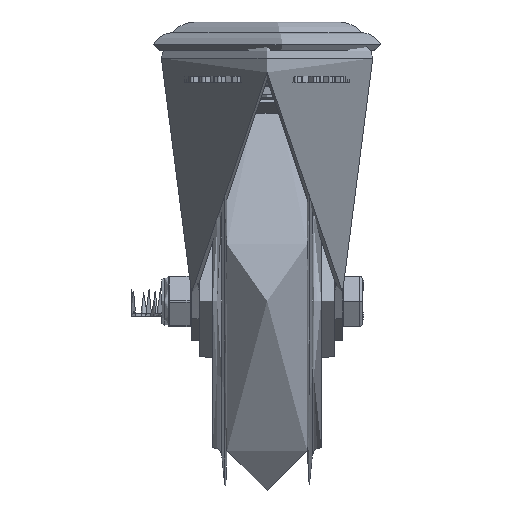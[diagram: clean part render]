
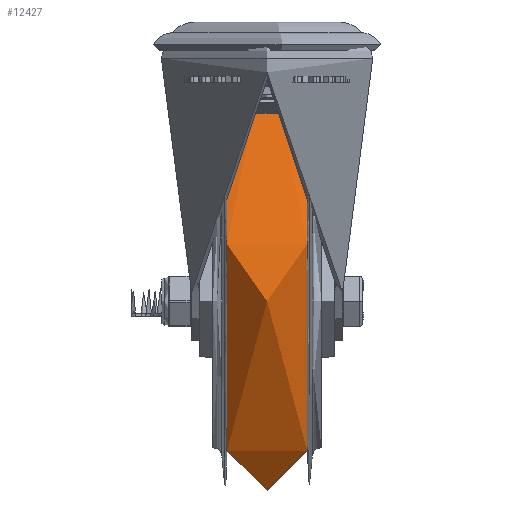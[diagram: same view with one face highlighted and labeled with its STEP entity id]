
A CAD part, left-side view. The second image highlights one B-rep face of the part: STEP entity #12427.
In plain terms, the highlighted free-form (B-spline) face has degree [2, 2] with [3, 9] control points.
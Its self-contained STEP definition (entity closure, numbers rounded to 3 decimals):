
#155=(
BOUNDED_SURFACE()
B_SPLINE_SURFACE(2,2,((#21163,#21164,#21165,#21166,#21167,#21168,#21169,
#21170,#21171),(#21172,#21173,#21174,#21175,#21176,#21177,#21178,#21179,
#21180),(#21181,#21182,#21183,#21184,#21185,#21186,#21187,#21188,#21189)),
 .UNSPECIFIED.,.F.,.T.,.F.)
B_SPLINE_SURFACE_WITH_KNOTS((3,3),(3,2,2,2,3),(-0.202,0.202),
(-3.142,-1.571,0.,1.571,3.142),
 .UNSPECIFIED.)
GEOMETRIC_REPRESENTATION_ITEM()
RATIONAL_B_SPLINE_SURFACE(((1.,0.707,1.,0.707,1.,
0.707,1.,0.707,1.),(0.98,0.693,
0.98,0.693,0.98,0.693,
0.98,0.693,0.98),(1.,0.707,
1.,0.707,1.,0.707,1.,0.707,1.)))
REPRESENTATION_ITEM('')
SURFACE()
);
#3687=FACE_OUTER_BOUND('',#4415,.T.);
#4415=EDGE_LOOP('',(#10488,#10489,#10490,#10491));
#5101=CIRCLE('',#13675,61.152);
#5102=CIRCLE('',#13676,66.083);
#5103=CIRCLE('',#13677,61.152);
#6014=VERTEX_POINT('',#21160);
#6015=VERTEX_POINT('',#21190);
#7568=EDGE_CURVE('',#6014,#6014,#5101,.T.);
#7569=EDGE_CURVE('',#6014,#6015,#5102,.T.);
#7570=EDGE_CURVE('',#6015,#6015,#5103,.T.);
#10488=ORIENTED_EDGE('',*,*,#7568,.F.);
#10489=ORIENTED_EDGE('',*,*,#7569,.T.);
#10490=ORIENTED_EDGE('',*,*,#7570,.T.);
#10491=ORIENTED_EDGE('',*,*,#7569,.F.);
#12427=ADVANCED_FACE('',(#3687),#155,.F.);
#13675=AXIS2_PLACEMENT_3D('',#21162,#16385,#16386);
#13676=AXIS2_PLACEMENT_3D('',#21191,#16387,#16388);
#13677=AXIS2_PLACEMENT_3D('',#21192,#16389,#16390);
#16385=DIRECTION('center_axis',(0.,-1.,0.));
#16386=DIRECTION('ref_axis',(0.,0.,1.));
#16387=DIRECTION('center_axis',(-1.,0.,0.));
#16388=DIRECTION('ref_axis',(0.,0.,1.));
#16389=DIRECTION('center_axis',(0.,-1.,0.));
#16390=DIRECTION('ref_axis',(0.,0.,1.));
#21160=CARTESIAN_POINT('',(0.,-13.279,61.152));
#21162=CARTESIAN_POINT('Origin',(0.,-13.279,0.));
#21163=CARTESIAN_POINT('Ctrl Pts',(0.,13.279,61.152));
#21164=CARTESIAN_POINT('Ctrl Pts',(-61.152,13.279,61.152));
#21165=CARTESIAN_POINT('Ctrl Pts',(-61.152,13.279,0.));
#21166=CARTESIAN_POINT('Ctrl Pts',(-61.152,13.279,-61.152));
#21167=CARTESIAN_POINT('Ctrl Pts',(0.,13.279,-61.152));
#21168=CARTESIAN_POINT('Ctrl Pts',(61.152,13.279,-61.152));
#21169=CARTESIAN_POINT('Ctrl Pts',(61.152,13.279,0.));
#21170=CARTESIAN_POINT('Ctrl Pts',(61.152,13.279,61.152));
#21171=CARTESIAN_POINT('Ctrl Pts',(0.,13.279,61.152));
#21172=CARTESIAN_POINT('Ctrl Pts',(0.,0.,63.876));
#21173=CARTESIAN_POINT('Ctrl Pts',(-63.876,0.,
63.876));
#21174=CARTESIAN_POINT('Ctrl Pts',(-63.876,0.,
0.));
#21175=CARTESIAN_POINT('Ctrl Pts',(-63.876,0.,
-63.876));
#21176=CARTESIAN_POINT('Ctrl Pts',(0.,0.,-63.876));
#21177=CARTESIAN_POINT('Ctrl Pts',(63.876,0.,
-63.876));
#21178=CARTESIAN_POINT('Ctrl Pts',(63.876,0.,
0.));
#21179=CARTESIAN_POINT('Ctrl Pts',(63.876,0.,
63.876));
#21180=CARTESIAN_POINT('Ctrl Pts',(0.,0.,63.876));
#21181=CARTESIAN_POINT('Ctrl Pts',(0.,-13.279,61.152));
#21182=CARTESIAN_POINT('Ctrl Pts',(-61.152,-13.279,
61.152));
#21183=CARTESIAN_POINT('Ctrl Pts',(-61.152,-13.279,
0.));
#21184=CARTESIAN_POINT('Ctrl Pts',(-61.152,-13.279,
-61.152));
#21185=CARTESIAN_POINT('Ctrl Pts',(0.,-13.279,-61.152));
#21186=CARTESIAN_POINT('Ctrl Pts',(61.152,-13.279,-61.152));
#21187=CARTESIAN_POINT('Ctrl Pts',(61.152,-13.279,0.));
#21188=CARTESIAN_POINT('Ctrl Pts',(61.152,-13.279,61.152));
#21189=CARTESIAN_POINT('Ctrl Pts',(0.,-13.279,61.152));
#21190=CARTESIAN_POINT('',(0.,13.279,61.152));
#21191=CARTESIAN_POINT('Origin',(0.,0.,
-3.583));
#21192=CARTESIAN_POINT('Origin',(0.,13.279,0.));
